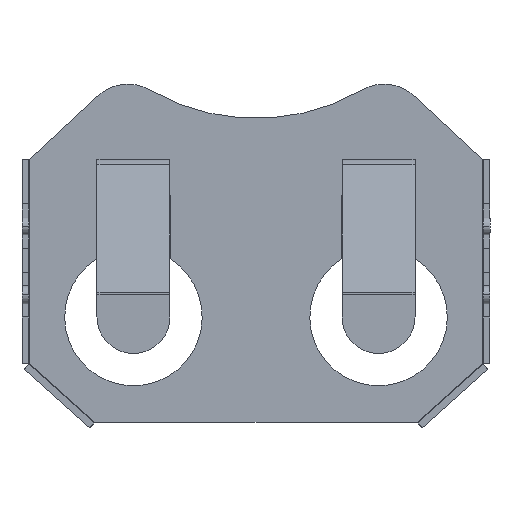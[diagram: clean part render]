
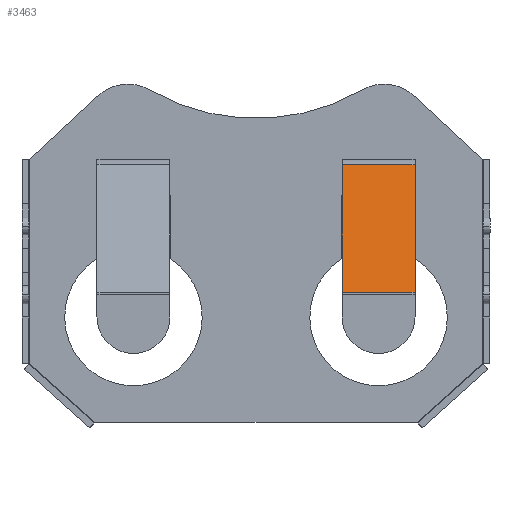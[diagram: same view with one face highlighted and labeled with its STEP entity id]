
A CAD part, front view. The second image highlights one B-rep face of the part: STEP entity #3463.
In plain terms, the highlighted planar face has unit normal (0, -0.973, 0.233).
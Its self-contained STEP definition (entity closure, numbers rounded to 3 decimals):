
#40 = VECTOR ( 'NONE', #1722, 1000. ) ;
#59 = CARTESIAN_POINT ( 'NONE',  ( 7.17, 3.873, 4.117 ) ) ;
#239 = DIRECTION ( 'NONE',  ( 0., 0.973, -0.233 ) ) ;
#331 = CARTESIAN_POINT ( 'NONE',  ( 3.88, 3.873, 4.117 ) ) ;
#333 = CARTESIAN_POINT ( 'NONE',  ( 7.17, 3.873, 4.117 ) ) ;
#560 = VERTEX_POINT ( 'NONE', #960 ) ;
#582 = CARTESIAN_POINT ( 'NONE',  ( 3.88, 3.873, 4.117 ) ) ;
#615 = VERTEX_POINT ( 'NONE', #1340 ) ;
#766 = DIRECTION ( 'NONE',  ( 0., 0.233, 0.973 ) ) ;
#804 = VERTEX_POINT ( 'NONE', #582 ) ;
#823 = LINE ( 'NONE', #331, #2905 ) ;
#876 = EDGE_CURVE ( 'NONE', #917, #804, #3566, .T. ) ;
#917 = VERTEX_POINT ( 'NONE', #59 ) ;
#960 = CARTESIAN_POINT ( 'NONE',  ( 7.17, 2.496, -1.635 ) ) ;
#1124 = DIRECTION ( 'NONE',  ( 0., -0.233, -0.973 ) ) ;
#1151 = EDGE_LOOP ( 'NONE', ( #2548, #1183, #2663, #1471 ) ) ;
#1183 = ORIENTED_EDGE ( 'NONE', *, *, #3554, .F. ) ;
#1340 = CARTESIAN_POINT ( 'NONE',  ( 3.88, 2.496, -1.635 ) ) ;
#1354 = FACE_OUTER_BOUND ( 'NONE', #1151, .T. ) ;
#1403 = EDGE_CURVE ( 'NONE', #917, #560, #1590, .T. ) ;
#1471 = ORIENTED_EDGE ( 'NONE', *, *, #876, .T. ) ;
#1590 = LINE ( 'NONE', #3242, #2742 ) ;
#1722 = DIRECTION ( 'NONE',  ( -1., 0., 0. ) ) ;
#1847 = CARTESIAN_POINT ( 'NONE',  ( 7.17, 3.873, 4.117 ) ) ;
#2404 = VECTOR ( 'NONE', #3275, 1000. ) ;
#2497 = AXIS2_PLACEMENT_3D ( 'NONE', #1847, #239, #766 ) ;
#2548 = ORIENTED_EDGE ( 'NONE', *, *, #2906, .T. ) ;
#2663 = ORIENTED_EDGE ( 'NONE', *, *, #1403, .F. ) ;
#2664 = PLANE ( 'NONE',  #2497 ) ;
#2675 = LINE ( 'NONE', #3031, #2404 ) ;
#2742 = VECTOR ( 'NONE', #2978, 1000. ) ;
#2905 = VECTOR ( 'NONE', #1124, 1000. ) ;
#2906 = EDGE_CURVE ( 'NONE', #804, #615, #823, .T. ) ;
#2978 = DIRECTION ( 'NONE',  ( 0., -0.233, -0.973 ) ) ;
#3031 = CARTESIAN_POINT ( 'NONE',  ( 7.17, 2.496, -1.635 ) ) ;
#3242 = CARTESIAN_POINT ( 'NONE',  ( 7.17, 3.873, 4.117 ) ) ;
#3275 = DIRECTION ( 'NONE',  ( -1., 0., 0. ) ) ;
#3463 = ADVANCED_FACE ( 'NONE', ( #1354 ), #2664, .F. ) ;
#3554 = EDGE_CURVE ( 'NONE', #560, #615, #2675, .T. ) ;
#3566 = LINE ( 'NONE', #333, #40 ) ;
